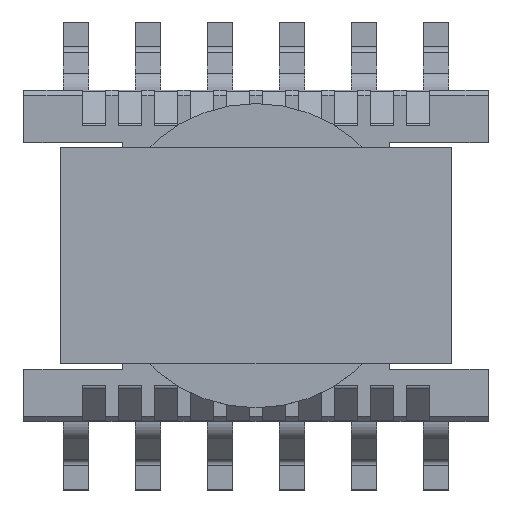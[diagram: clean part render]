
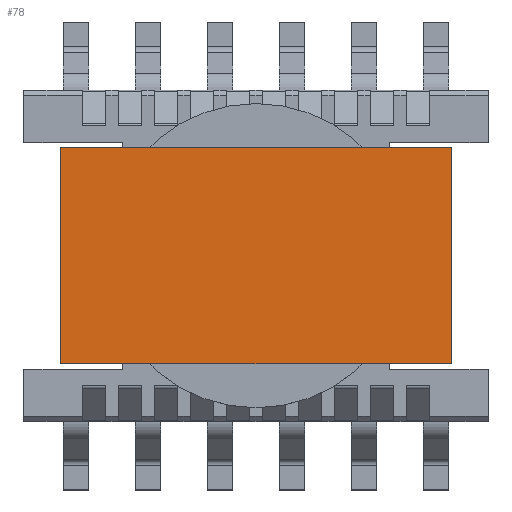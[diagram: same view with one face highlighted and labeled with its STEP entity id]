
A CAD part, top view. The second image highlights one B-rep face of the part: STEP entity #78.
In plain terms, the highlighted planar face has unit normal (0, 0, 1).
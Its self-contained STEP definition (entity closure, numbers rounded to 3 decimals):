
#78 = ADVANCED_FACE( '', ( #148 ), #149, .T. );
#148 = FACE_OUTER_BOUND( '', #222, .T. );
#149 = PLANE( '', #223 );
#222 = EDGE_LOOP( '', ( #627, #628, #629, #630 ) );
#223 = AXIS2_PLACEMENT_3D( '', #631, #632, #633 );
#627 = ORIENTED_EDGE( '', *, *, #1314, .F. );
#628 = ORIENTED_EDGE( '', *, *, #1335, .F. );
#629 = ORIENTED_EDGE( '', *, *, #1336, .T. );
#630 = ORIENTED_EDGE( '', *, *, #1337, .T. );
#631 = CARTESIAN_POINT( '', ( -5.425, -3., 2.45 ) );
#632 = DIRECTION( '', ( 0., 0., 1. ) );
#633 = DIRECTION( '', ( 1., 0., 0. ) );
#1314 = EDGE_CURVE( '', #1978, #1980, #1981, .T. );
#1335 = EDGE_CURVE( '', #2009, #1978, #2010, .T. );
#1336 = EDGE_CURVE( '', #2009, #2011, #2012, .T. );
#1337 = EDGE_CURVE( '', #2011, #1980, #2013, .T. );
#1978 = VERTEX_POINT( '', #4523 );
#1980 = VERTEX_POINT( '', #4526 );
#1981 = LINE( '', #4527, #4528 );
#2009 = VERTEX_POINT( '', #4570 );
#2010 = LINE( '', #4571, #4572 );
#2011 = VERTEX_POINT( '', #4573 );
#2012 = LINE( '', #4574, #4575 );
#2013 = LINE( '', #4576, #4577 );
#4523 = CARTESIAN_POINT( '', ( -5.425, 3., 2.45 ) );
#4526 = CARTESIAN_POINT( '', ( 5.425, 3., 2.45 ) );
#4527 = CARTESIAN_POINT( '', ( -5.425, 3., 2.45 ) );
#4528 = VECTOR( '', #5426, 1000. );
#4570 = CARTESIAN_POINT( '', ( -5.425, -3., 2.45 ) );
#4571 = CARTESIAN_POINT( '', ( -5.425, -3., 2.45 ) );
#4572 = VECTOR( '', #5444, 1000. );
#4573 = CARTESIAN_POINT( '', ( 5.425, -3., 2.45 ) );
#4574 = CARTESIAN_POINT( '', ( -5.425, -3., 2.45 ) );
#4575 = VECTOR( '', #5445, 1000. );
#4576 = CARTESIAN_POINT( '', ( 5.425, -3., 2.45 ) );
#4577 = VECTOR( '', #5446, 1000. );
#5426 = DIRECTION( '', ( 1., 0., 0. ) );
#5444 = DIRECTION( '', ( 0., 1., 0. ) );
#5445 = DIRECTION( '', ( 1., 0., 0. ) );
#5446 = DIRECTION( '', ( 0., 1., 0. ) );
